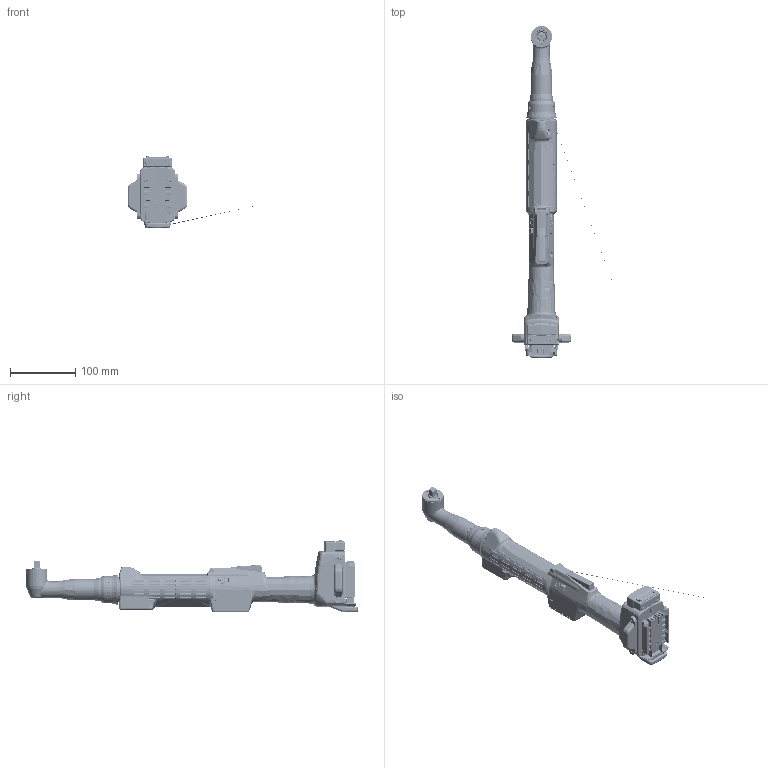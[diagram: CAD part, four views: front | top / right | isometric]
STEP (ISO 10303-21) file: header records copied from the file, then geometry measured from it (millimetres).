
FILE_DESCRIPTION((''),'2;1');
FILE_NAME('47BAYPB35P3L_SW0005','2016-03-01T',('k62ak'),(''),'PRO/ENGINEER BY PARAMETRIC TECHNOLOGY CORPORATION, 2010140','PRO/ENGINEER BY PARAMETRIC TECHNOLOGY CORPORATION, 2010140','');
FILE_SCHEMA(('CONFIG_CONTROL_DESIGN'));
Products named in the file (1): 47BAYPB35P3L_SW0005
Bounding box: 198.32 x 510.38 x 111.9 mm (x, y, z)
Volume: 379601.8 mm3; surface area: 326283.9 mm2
Topology: 21 solids, 21 shells, 11788 faces, 33477 edges, 21671 vertices
Faces by surface type: plane 6467, cylinder 2404, bspline 1710, cone 625, extrusion 223, torus 212, sphere 147
Entity records: 645399 total; most frequent: CARTESIAN_POINT 359685, ORIENTED_EDGE 66878, DIRECTION 48987, EDGE_CURVE 33439, VERTEX_POINT 21671, VECTOR 19075, LINE 18852, AXIS2_PLACEMENT_3D 14956
